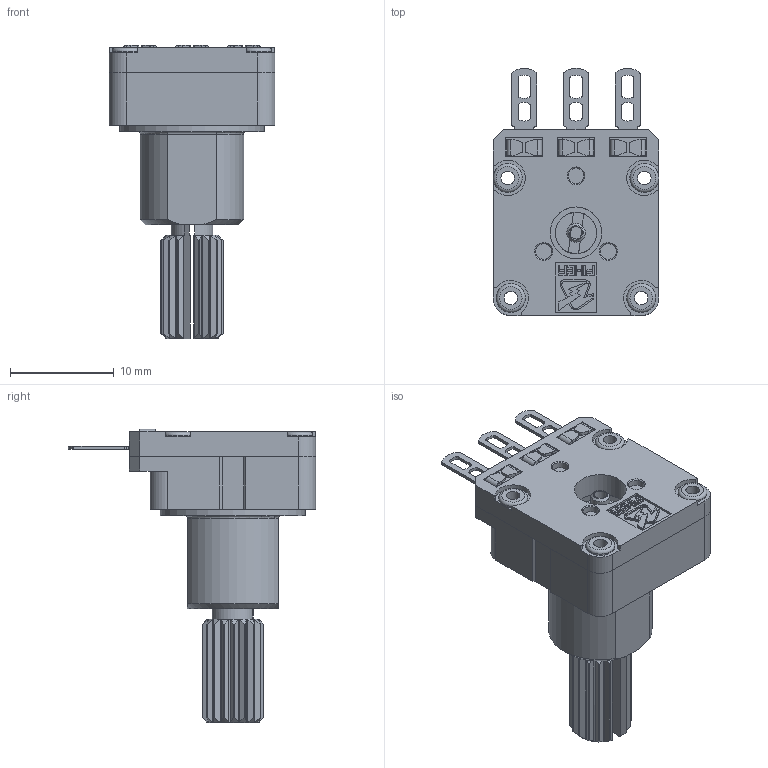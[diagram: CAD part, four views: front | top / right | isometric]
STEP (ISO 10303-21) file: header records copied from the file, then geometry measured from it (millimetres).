
FILE_DESCRIPTION (( 'STEP AP214' ), '1' );
FILE_NAME ('PC16SH-10CM12 COMERCIAL.STEP', '2024-03-18T10:58:40', ( '' ), ( '' ), 'SwSTEP 2.0', 'SolidWorks 2022', '' );
FILE_SCHEMA (( 'AUTOMOTIVE_DESIGN' ));
Length unit declared in the file: millimetre
Products named in the file (1): PC16SH-10CM12 COMERCIAL
Bounding box: 16 x 23.9 x 28.32 mm (x, y, z)
Surface area: 2540.2 mm2 (no closed solid volume)
Topology: 0 solids, 14 shells, 485 faces, 1574 edges, 1098 vertices
Faces by surface type: plane 279, cylinder 189, cone 11, torus 6
Full cylindrical faces by diameter (mm): 1.2 x1, 1.3 x4, 1.53 x3, 1.8 x1, 2.8 x4, 4 x1, 5 x1, 14 x1, 14.2 x1
Entity records: 23010 total; most frequent: CARTESIAN_POINT 3900, DIRECTION 2837, ORIENTED_EDGE 2698, EDGE_CURVE 1542, VERTEX_POINT 1092, LINE 987, VECTOR 987, AXIS2_PLACEMENT_3D 925
